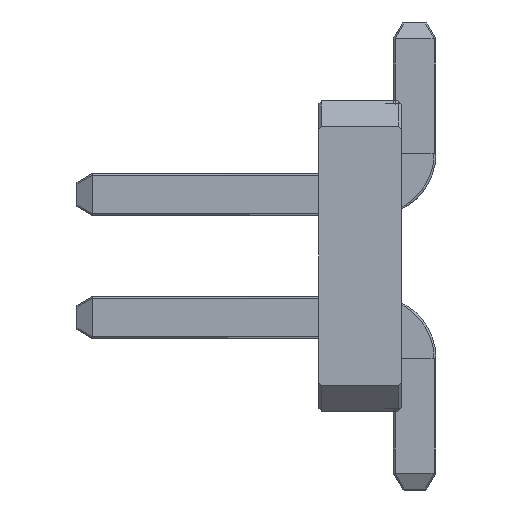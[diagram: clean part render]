
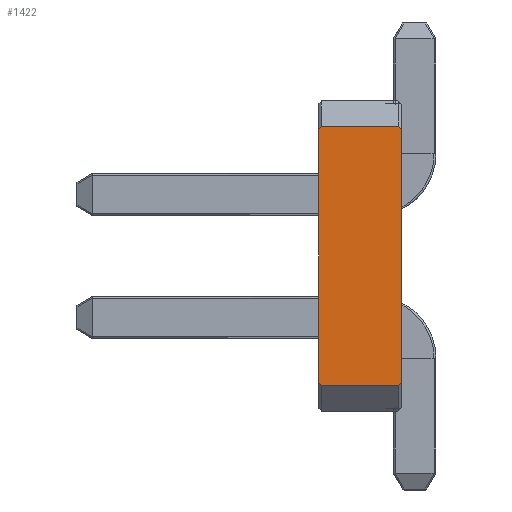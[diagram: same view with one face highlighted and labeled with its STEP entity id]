
A CAD part, left-side view. The second image highlights one B-rep face of the part: STEP entity #1422.
In plain terms, the highlighted planar face has unit normal (-1, 0, 0).
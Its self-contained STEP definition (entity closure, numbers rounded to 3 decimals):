
#6 = CARTESIAN_POINT ( 'NONE',  ( -0.635, 0., 1.305 ) ) ;
#98 = VERTEX_POINT ( 'NONE', #1241 ) ;
#134 = ORIENTED_EDGE ( 'NONE', *, *, #2240, .T. ) ;
#351 = DIRECTION ( 'NONE',  ( 0., 0., 1. ) ) ;
#415 = VERTEX_POINT ( 'NONE', #465 ) ;
#427 = ORIENTED_EDGE ( 'NONE', *, *, #2183, .F. ) ;
#465 = CARTESIAN_POINT ( 'NONE',  ( -0.635, 0., -1.305 ) ) ;
#476 = VECTOR ( 'NONE', #617, 1000. ) ;
#607 = VECTOR ( 'NONE', #905, 1000. ) ;
#617 = DIRECTION ( 'NONE',  ( 0., -1., 0. ) ) ;
#725 = CARTESIAN_POINT ( 'NONE',  ( -0.635, 0.85, -1.34 ) ) ;
#730 = ORIENTED_EDGE ( 'NONE', *, *, #3212, .F. ) ;
#759 = LINE ( 'NONE', #725, #3004 ) ;
#824 = LINE ( 'NONE', #2438, #3224 ) ;
#880 = PLANE ( 'NONE',  #1542 ) ;
#898 = FACE_OUTER_BOUND ( 'NONE', #2534, .T. ) ;
#905 = DIRECTION ( 'NONE',  ( 0., 0.577, -0.816 ) ) ;
#1106 = ORIENTED_EDGE ( 'NONE', *, *, #2444, .T. ) ;
#1112 = VECTOR ( 'NONE', #351, 1000. ) ;
#1203 = CARTESIAN_POINT ( 'NONE',  ( -0.635, 1.008, -1.081 ) ) ;
#1226 = VECTOR ( 'NONE', #1524, 1000. ) ;
#1241 = CARTESIAN_POINT ( 'NONE',  ( -0.635, 0.825, 1.34 ) ) ;
#1246 = ORIENTED_EDGE ( 'NONE', *, *, #3039, .T. ) ;
#1288 = VERTEX_POINT ( 'NONE', #2177 ) ;
#1418 = EDGE_CURVE ( 'NONE', #2369, #3678, #2592, .T. ) ;
#1422 = ADVANCED_FACE ( 'NONE', ( #898 ), #880, .F. ) ;
#1524 = DIRECTION ( 'NONE',  ( 0., -0.577, 0.816 ) ) ;
#1542 = AXIS2_PLACEMENT_3D ( 'NONE', #2495, #3771, #3360 ) ;
#1544 = VERTEX_POINT ( 'NONE', #1999 ) ;
#1568 = EDGE_CURVE ( 'NONE', #415, #2058, #2672, .T. ) ;
#1812 = CARTESIAN_POINT ( 'NONE',  ( -0.635, 0.025, -1.34 ) ) ;
#1815 = DIRECTION ( 'NONE',  ( 0., 0.577, 0.816 ) ) ;
#1926 = CARTESIAN_POINT ( 'NONE',  ( -0.635, 0.825, -1.34 ) ) ;
#1961 = CARTESIAN_POINT ( 'NONE',  ( -0.635, 0., -1.34 ) ) ;
#1999 = CARTESIAN_POINT ( 'NONE',  ( -0.635, 0.85, 1.305 ) ) ;
#2012 = DIRECTION ( 'NONE',  ( 0., 0., 1. ) ) ;
#2058 = VERTEX_POINT ( 'NONE', #6 ) ;
#2177 = CARTESIAN_POINT ( 'NONE',  ( -0.635, 0.025, -1.34 ) ) ;
#2183 = EDGE_CURVE ( 'NONE', #98, #2533, #2328, .T. ) ;
#2240 = EDGE_CURVE ( 'NONE', #2058, #2533, #824, .T. ) ;
#2328 = LINE ( 'NONE', #3417, #2623 ) ;
#2348 = EDGE_CURVE ( 'NONE', #98, #1544, #3935, .T. ) ;
#2369 = VERTEX_POINT ( 'NONE', #2411 ) ;
#2397 = VECTOR ( 'NONE', #2475, 1000. ) ;
#2411 = CARTESIAN_POINT ( 'NONE',  ( -0.635, 0.85, -1.305 ) ) ;
#2438 = CARTESIAN_POINT ( 'NONE',  ( -0.635, 0.025, 1.34 ) ) ;
#2444 = EDGE_CURVE ( 'NONE', #1288, #415, #3390, .T. ) ;
#2475 = DIRECTION ( 'NONE',  ( 0., -0.577, -0.816 ) ) ;
#2495 = CARTESIAN_POINT ( 'NONE',  ( -0.635, 0.85, -1.34 ) ) ;
#2533 = VERTEX_POINT ( 'NONE', #3878 ) ;
#2534 = EDGE_LOOP ( 'NONE', ( #730, #3052, #1246, #1106, #3757, #134, #427, #2551 ) ) ;
#2551 = ORIENTED_EDGE ( 'NONE', *, *, #2348, .T. ) ;
#2592 = LINE ( 'NONE', #1203, #2397 ) ;
#2623 = VECTOR ( 'NONE', #3133, 1000. ) ;
#2672 = LINE ( 'NONE', #1961, #1112 ) ;
#2830 = LINE ( 'NONE', #3183, #476 ) ;
#3004 = VECTOR ( 'NONE', #2012, 1000. ) ;
#3039 = EDGE_CURVE ( 'NONE', #3678, #1288, #2830, .T. ) ;
#3052 = ORIENTED_EDGE ( 'NONE', *, *, #1418, .T. ) ;
#3133 = DIRECTION ( 'NONE',  ( 0., -1., 0. ) ) ;
#3183 = CARTESIAN_POINT ( 'NONE',  ( -0.635, 0.85, -1.34 ) ) ;
#3212 = EDGE_CURVE ( 'NONE', #2369, #1544, #759, .T. ) ;
#3224 = VECTOR ( 'NONE', #1815, 1000. ) ;
#3360 = DIRECTION ( 'NONE',  ( 0., 0., -1. ) ) ;
#3390 = LINE ( 'NONE', #1812, #1226 ) ;
#3417 = CARTESIAN_POINT ( 'NONE',  ( -0.635, 0.85, 1.34 ) ) ;
#3454 = CARTESIAN_POINT ( 'NONE',  ( -0.635, 1.008, 1.081 ) ) ;
#3678 = VERTEX_POINT ( 'NONE', #1926 ) ;
#3757 = ORIENTED_EDGE ( 'NONE', *, *, #1568, .T. ) ;
#3771 = DIRECTION ( 'NONE',  ( 1., 0., 0. ) ) ;
#3878 = CARTESIAN_POINT ( 'NONE',  ( -0.635, 0.025, 1.34 ) ) ;
#3935 = LINE ( 'NONE', #3454, #607 ) ;
